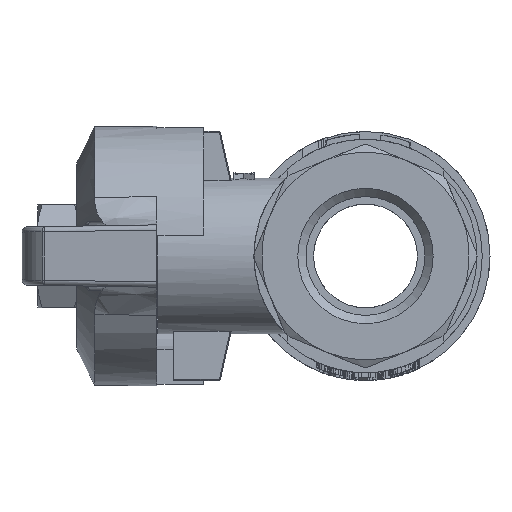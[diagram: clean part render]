
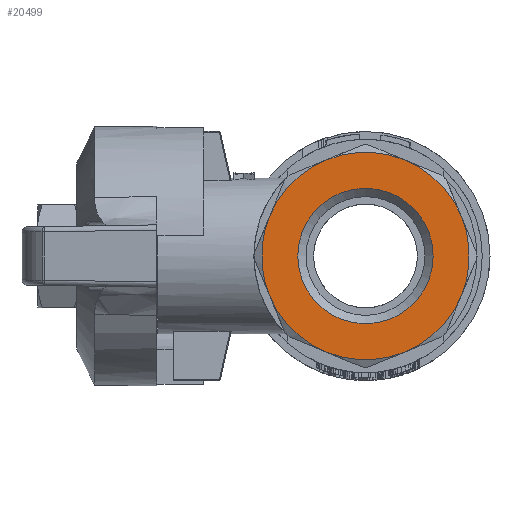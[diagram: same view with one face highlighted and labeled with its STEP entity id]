
A CAD part, left-side view. The second image highlights one B-rep face of the part: STEP entity #20499.
In plain terms, the highlighted face is planar.
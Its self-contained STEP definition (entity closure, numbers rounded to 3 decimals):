
#4853=PLANE('',#30586);
#9746=ORIENTED_EDGE('',*,*,#13455,.T.);
#9747=ORIENTED_EDGE('',*,*,#13460,.T.);
#9748=ORIENTED_EDGE('',*,*,#13879,.T.);
#9749=ORIENTED_EDGE('',*,*,#13472,.T.);
#9750=ORIENTED_EDGE('',*,*,#13466,.T.);
#9751=ORIENTED_EDGE('',*,*,#13874,.T.);
#9752=ORIENTED_EDGE('',*,*,#13880,.T.);
#9753=ORIENTED_EDGE('',*,*,#13449,.T.);
#9754=ORIENTED_EDGE('',*,*,#13877,.F.);
#13449=EDGE_CURVE('',#16057,#16059,#16874,.T.);
#13455=EDGE_CURVE('',#16059,#16063,#16877,.T.);
#13460=EDGE_CURVE('',#16063,#16064,#16878,.T.);
#13466=EDGE_CURVE('',#16066,#15943,#16880,.T.);
#13472=EDGE_CURVE('',#16069,#16066,#16882,.T.);
#13874=EDGE_CURVE('',#15943,#15992,#16907,.T.);
#13877=EDGE_CURVE('',#16284,#16284,#16909,.T.);
#13879=EDGE_CURVE('',#16064,#16069,#16910,.T.);
#13880=EDGE_CURVE('',#15992,#16057,#16911,.T.);
#15943=VERTEX_POINT('',#43844);
#15992=VERTEX_POINT('',#44006);
#16057=VERTEX_POINT('',#44202);
#16059=VERTEX_POINT('',#44257);
#16063=VERTEX_POINT('',#44271);
#16064=VERTEX_POINT('',#44375);
#16066=VERTEX_POINT('',#44407);
#16069=VERTEX_POINT('',#44464);
#16284=VERTEX_POINT('',#45311);
#16874=CIRCLE('',#30184,10.);
#16877=CIRCLE('',#30190,10.);
#16878=CIRCLE('',#30194,10.);
#16880=CIRCLE('',#30199,10.);
#16882=CIRCLE('',#30203,10.);
#16907=CIRCLE('',#30578,10.);
#16909=CIRCLE('',#30583,6.523);
#16910=CIRCLE('',#30587,10.);
#16911=CIRCLE('',#30588,10.);
#17923=EDGE_LOOP('',(#9746,#9747,#9748,#9749,#9750,#9751,#9752,#9753));
#17924=EDGE_LOOP('',(#9754));
#19203=FACE_BOUND('',#17923,.T.);
#19204=FACE_BOUND('',#17924,.T.);
#20499=ADVANCED_FACE('',(#19203,#19204),#4853,.T.);
#30184=AXIS2_PLACEMENT_3D('',#44259,#35751,#35752);
#30190=AXIS2_PLACEMENT_3D('',#44270,#35766,#35767);
#30194=AXIS2_PLACEMENT_3D('',#44376,#35774,#35775);
#30199=AXIS2_PLACEMENT_3D('',#44436,#35786,#35787);
#30203=AXIS2_PLACEMENT_3D('',#44495,#35796,#35797);
#30578=AXIS2_PLACEMENT_3D('',#45304,#36767,#36768);
#30583=AXIS2_PLACEMENT_3D('',#45310,#36778,#36779);
#30586=AXIS2_PLACEMENT_3D('',#45315,#36785,#36786);
#30587=AXIS2_PLACEMENT_3D('',#45316,#36787,#36788);
#30588=AXIS2_PLACEMENT_3D('',#45317,#36789,#36790);
#35751=DIRECTION('',(0.,0.,-1.));
#35752=DIRECTION('',(0.924,-0.383,0.));
#35766=DIRECTION('',(0.,0.,-1.));
#35767=DIRECTION('',(0.924,-0.383,0.));
#35774=DIRECTION('',(0.,0.,-1.));
#35775=DIRECTION('',(0.924,-0.383,0.));
#35786=DIRECTION('',(0.,0.,-1.));
#35787=DIRECTION('',(0.924,-0.383,0.));
#35796=DIRECTION('',(0.,0.,-1.));
#35797=DIRECTION('',(0.924,-0.383,0.));
#36767=DIRECTION('',(0.,0.,-1.));
#36768=DIRECTION('',(0.924,-0.383,0.));
#36778=DIRECTION('',(0.,0.,-1.));
#36779=DIRECTION('',(-1.,0.,0.));
#36785=DIRECTION('',(0.,0.,-1.));
#36786=DIRECTION('',(0.,-1.,0.));
#36787=DIRECTION('',(0.,0.,-1.));
#36788=DIRECTION('',(0.924,-0.383,0.));
#36789=DIRECTION('',(0.,0.,-1.));
#36790=DIRECTION('',(0.924,-0.383,0.));
#43844=CARTESIAN_POINT('',(-9.239,3.827,-38.288));
#44006=CARTESIAN_POINT('',(-3.827,9.239,-38.288));
#44202=CARTESIAN_POINT('',(3.827,9.239,-38.288));
#44257=CARTESIAN_POINT('',(9.239,3.827,-38.288));
#44259=CARTESIAN_POINT('',(0.,0.,-38.288));
#44270=CARTESIAN_POINT('',(0.,0.,-38.288));
#44271=CARTESIAN_POINT('',(9.239,-3.827,-38.288));
#44375=CARTESIAN_POINT('',(3.827,-9.239,-38.288));
#44376=CARTESIAN_POINT('',(0.,0.,-38.288));
#44407=CARTESIAN_POINT('',(-9.239,-3.827,-38.288));
#44436=CARTESIAN_POINT('',(0.,0.,-38.288));
#44464=CARTESIAN_POINT('',(-3.827,-9.239,-38.288));
#44495=CARTESIAN_POINT('',(0.,0.,-38.288));
#45304=CARTESIAN_POINT('',(0.,0.,-38.288));
#45310=CARTESIAN_POINT('',(0.,0.,
-38.288));
#45311=CARTESIAN_POINT('',(-6.523,0.,-38.288));
#45315=CARTESIAN_POINT('',(1.325,7.401,-38.288));
#45316=CARTESIAN_POINT('',(0.,0.,-38.288));
#45317=CARTESIAN_POINT('',(0.,0.,-38.288));
